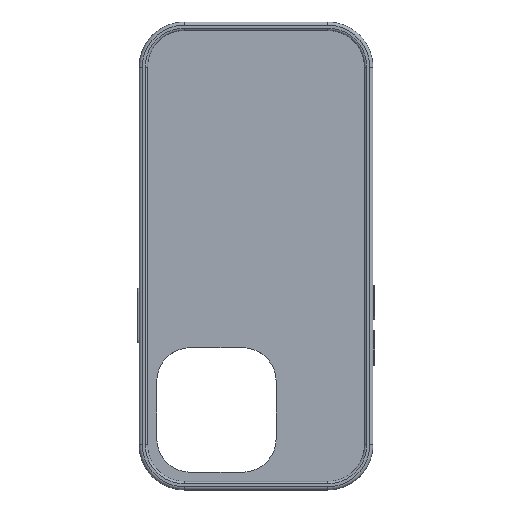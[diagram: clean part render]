
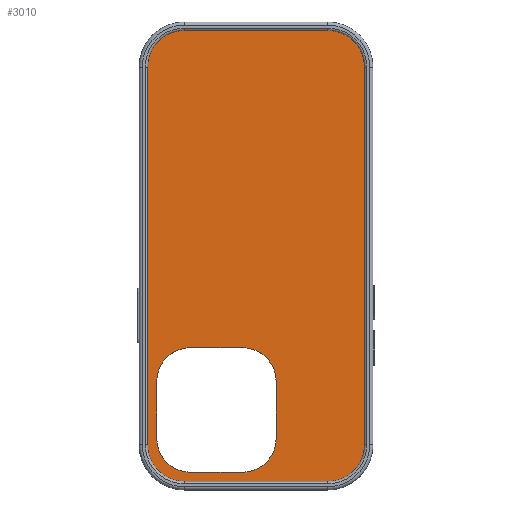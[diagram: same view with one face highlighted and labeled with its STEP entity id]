
A CAD part, top view. The second image highlights one B-rep face of the part: STEP entity #3010.
In plain terms, the highlighted face is planar.
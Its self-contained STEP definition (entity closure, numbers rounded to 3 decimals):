
#30=FACE_BOUND('',#458,.T.);
#88=PLANE('',#3348);
#262=FACE_OUTER_BOUND('',#457,.T.);
#457=EDGE_LOOP('',(#2455,#2456,#2457,#2458,#2459,#2460,#2461,#2462));
#458=EDGE_LOOP('',(#2463,#2464,#2465,#2466,#2467,#2468,#2469,#2470));
#687=LINE('',#5096,#919);
#692=LINE('',#5109,#924);
#694=LINE('',#5119,#926);
#698=LINE('',#5128,#930);
#701=LINE('',#5136,#933);
#704=LINE('',#5144,#936);
#708=LINE('',#5153,#940);
#712=LINE('',#5165,#944);
#919=VECTOR('',#4111,10.);
#924=VECTOR('',#4124,10.);
#926=VECTOR('',#4134,10.);
#930=VECTOR('',#4144,10.);
#933=VECTOR('',#4153,10.);
#936=VECTOR('',#4162,10.);
#940=VECTOR('',#4172,10.);
#944=VECTOR('',#4184,10.);
#1120=CIRCLE('',#3323,12.);
#1122=CIRCLE('',#3327,12.);
#1123=CIRCLE('',#3330,11.);
#1124=CIRCLE('',#3333,11.);
#1125=CIRCLE('',#3336,11.);
#1126=CIRCLE('',#3339,11.);
#1128=CIRCLE('',#3343,12.);
#1130=CIRCLE('',#3347,12.);
#1385=VERTEX_POINT('',#5093);
#1386=VERTEX_POINT('',#5095);
#1388=VERTEX_POINT('',#5101);
#1390=VERTEX_POINT('',#5107);
#1392=VERTEX_POINT('',#5113);
#1393=VERTEX_POINT('',#5117);
#1394=VERTEX_POINT('',#5118);
#1395=VERTEX_POINT('',#5123);
#1396=VERTEX_POINT('',#5127);
#1397=VERTEX_POINT('',#5131);
#1398=VERTEX_POINT('',#5135);
#1399=VERTEX_POINT('',#5139);
#1400=VERTEX_POINT('',#5143);
#1402=VERTEX_POINT('',#5151);
#1404=VERTEX_POINT('',#5157);
#1406=VERTEX_POINT('',#5163);
#1747=EDGE_CURVE('',#1385,#1386,#687,.T.);
#1751=EDGE_CURVE('',#1385,#1388,#1120,.T.);
#1754=EDGE_CURVE('',#1390,#1388,#692,.T.);
#1757=EDGE_CURVE('',#1390,#1392,#1122,.T.);
#1758=EDGE_CURVE('',#1393,#1394,#694,.T.);
#1761=EDGE_CURVE('',#1394,#1395,#1123,.T.);
#1763=EDGE_CURVE('',#1395,#1396,#698,.T.);
#1765=EDGE_CURVE('',#1396,#1397,#1124,.T.);
#1767=EDGE_CURVE('',#1397,#1398,#701,.T.);
#1769=EDGE_CURVE('',#1398,#1399,#1125,.T.);
#1771=EDGE_CURVE('',#1399,#1400,#704,.T.);
#1773=EDGE_CURVE('',#1400,#1393,#1126,.T.);
#1776=EDGE_CURVE('',#1402,#1392,#708,.T.);
#1779=EDGE_CURVE('',#1402,#1404,#1128,.T.);
#1782=EDGE_CURVE('',#1406,#1404,#712,.T.);
#1784=EDGE_CURVE('',#1406,#1386,#1130,.T.);
#2455=ORIENTED_EDGE('',*,*,#1757,.T.);
#2456=ORIENTED_EDGE('',*,*,#1776,.F.);
#2457=ORIENTED_EDGE('',*,*,#1779,.T.);
#2458=ORIENTED_EDGE('',*,*,#1782,.F.);
#2459=ORIENTED_EDGE('',*,*,#1784,.T.);
#2460=ORIENTED_EDGE('',*,*,#1747,.F.);
#2461=ORIENTED_EDGE('',*,*,#1751,.T.);
#2462=ORIENTED_EDGE('',*,*,#1754,.F.);
#2463=ORIENTED_EDGE('',*,*,#1773,.T.);
#2464=ORIENTED_EDGE('',*,*,#1758,.T.);
#2465=ORIENTED_EDGE('',*,*,#1761,.T.);
#2466=ORIENTED_EDGE('',*,*,#1763,.T.);
#2467=ORIENTED_EDGE('',*,*,#1765,.T.);
#2468=ORIENTED_EDGE('',*,*,#1767,.T.);
#2469=ORIENTED_EDGE('',*,*,#1769,.T.);
#2470=ORIENTED_EDGE('',*,*,#1771,.T.);
#3010=ADVANCED_FACE('',(#262,#30),#88,.T.);
#3323=AXIS2_PLACEMENT_3D('',#5103,#4118,#4119);
#3327=AXIS2_PLACEMENT_3D('',#5115,#4130,#4131);
#3330=AXIS2_PLACEMENT_3D('',#5124,#4139,#4140);
#3333=AXIS2_PLACEMENT_3D('',#5132,#4148,#4149);
#3336=AXIS2_PLACEMENT_3D('',#5140,#4157,#4158);
#3339=AXIS2_PLACEMENT_3D('',#5147,#4166,#4167);
#3343=AXIS2_PLACEMENT_3D('',#5159,#4178,#4179);
#3347=AXIS2_PLACEMENT_3D('',#5168,#4189,#4190);
#3348=AXIS2_PLACEMENT_3D('',#5169,#4191,#4192);
#4111=DIRECTION('',(0.,0.,-1.));
#4118=DIRECTION('center_axis',(0.,1.,0.));
#4119=DIRECTION('ref_axis',(-1.,0.,0.));
#4124=DIRECTION('',(-1.,0.,0.));
#4130=DIRECTION('center_axis',(0.,1.,0.));
#4131=DIRECTION('ref_axis',(0.,0.,1.));
#4134=DIRECTION('',(-1.,0.,0.));
#4139=DIRECTION('center_axis',(0.,-1.,0.));
#4140=DIRECTION('ref_axis',(-1.,0.,0.));
#4144=DIRECTION('',(0.,0.,-1.));
#4148=DIRECTION('center_axis',(0.,-1.,0.));
#4149=DIRECTION('ref_axis',(0.,0.,-1.));
#4153=DIRECTION('',(1.,0.,0.));
#4157=DIRECTION('center_axis',(0.,-1.,0.));
#4158=DIRECTION('ref_axis',(1.,0.,0.));
#4162=DIRECTION('',(0.,0.,1.));
#4166=DIRECTION('center_axis',(0.,-1.,0.));
#4167=DIRECTION('ref_axis',(0.,0.,1.));
#4172=DIRECTION('',(0.,0.,1.));
#4178=DIRECTION('center_axis',(0.,1.,0.));
#4179=DIRECTION('ref_axis',(1.,0.,0.));
#4184=DIRECTION('',(1.,0.,0.));
#4189=DIRECTION('center_axis',(0.,1.,0.));
#4190=DIRECTION('ref_axis',(0.,0.,-1.));
#4191=DIRECTION('center_axis',(0.,1.,0.));
#4192=DIRECTION('ref_axis',(1.,0.,0.));
#5093=CARTESIAN_POINT('',(-84.433,0.,57.93));
#5095=CARTESIAN_POINT('',(-84.433,0.,-64.57));
#5096=CARTESIAN_POINT('',(-84.433,0.,57.93));
#5101=CARTESIAN_POINT('',(-72.433,0.,69.93));
#5103=CARTESIAN_POINT('Origin',(-72.433,0.,57.93));
#5107=CARTESIAN_POINT('',(-25.933,0.,69.93));
#5109=CARTESIAN_POINT('',(-25.933,0.,69.93));
#5113=CARTESIAN_POINT('',(-13.933,0.,57.93));
#5115=CARTESIAN_POINT('Origin',(-25.933,0.,57.93));
#5117=CARTESIAN_POINT('',(-53.633,0.,66.93));
#5118=CARTESIAN_POINT('',(-70.433,0.,66.93));
#5119=CARTESIAN_POINT('',(-53.633,0.,66.93));
#5123=CARTESIAN_POINT('',(-81.433,0.,55.93));
#5124=CARTESIAN_POINT('Origin',(-70.433,0.,55.93));
#5127=CARTESIAN_POINT('',(-81.433,0.,37.43));
#5128=CARTESIAN_POINT('',(-81.433,0.,55.93));
#5131=CARTESIAN_POINT('',(-70.433,0.,26.43));
#5132=CARTESIAN_POINT('Origin',(-70.433,0.,37.43));
#5135=CARTESIAN_POINT('',(-53.633,0.,26.43));
#5136=CARTESIAN_POINT('',(-70.433,0.,26.43));
#5139=CARTESIAN_POINT('',(-42.633,0.,37.43));
#5140=CARTESIAN_POINT('Origin',(-53.633,0.,37.43));
#5143=CARTESIAN_POINT('',(-42.633,0.,55.93));
#5144=CARTESIAN_POINT('',(-42.633,0.,37.43));
#5147=CARTESIAN_POINT('Origin',(-53.633,0.,55.93));
#5151=CARTESIAN_POINT('',(-13.933,0.,-64.57));
#5153=CARTESIAN_POINT('',(-13.933,0.,-64.57));
#5157=CARTESIAN_POINT('',(-25.933,0.,-76.57));
#5159=CARTESIAN_POINT('Origin',(-25.933,0.,-64.57));
#5163=CARTESIAN_POINT('',(-72.433,0.,-76.57));
#5165=CARTESIAN_POINT('',(-72.433,0.,-76.57));
#5168=CARTESIAN_POINT('Origin',(-72.433,0.,-64.57));
#5169=CARTESIAN_POINT('Origin',(-49.183,0.,-3.32));
